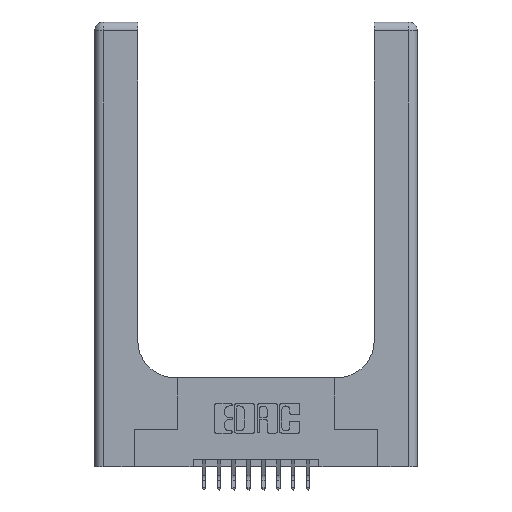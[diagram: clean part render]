
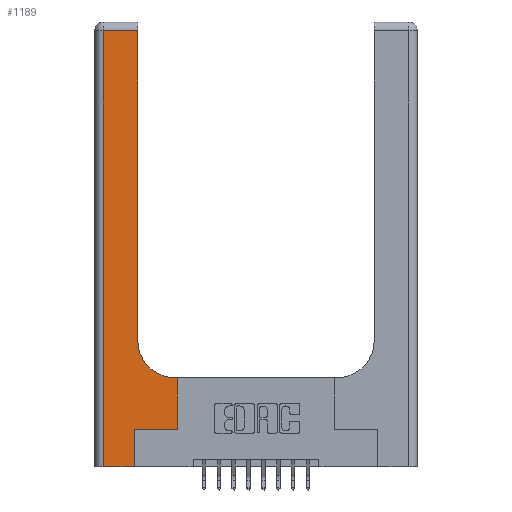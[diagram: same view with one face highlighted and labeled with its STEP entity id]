
A CAD part, top view. The second image highlights one B-rep face of the part: STEP entity #1189.
In plain terms, the highlighted planar face has unit normal (0, 0, 1).
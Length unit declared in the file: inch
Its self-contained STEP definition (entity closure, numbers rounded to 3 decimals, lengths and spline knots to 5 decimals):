
#657 = VECTOR ( 'NONE', #11799, 39.37008 ) ;
#783 = CARTESIAN_POINT ( 'NONE',  ( 0.06, 2.94, 0.37 ) ) ;
#1169 = EDGE_CURVE ( 'NONE', #15679, #13872, #7389, .T. ) ;
#1189 = ADVANCED_FACE ( 'NONE', ( #6194 ), #9230, .F. ) ;
#1538 = CARTESIAN_POINT ( 'NONE',  ( 0., 3., 0.37 ) ) ;
#1703 = CARTESIAN_POINT ( 'NONE',  ( 0.2915, 2.94, 0.37 ) ) ;
#1741 = VECTOR ( 'NONE', #7464, 39.37008 ) ;
#2568 = CARTESIAN_POINT ( 'NONE',  ( 0.2915, 0.6, 0.37 ) ) ;
#2597 = AXIS2_PLACEMENT_3D ( 'NONE', #16273, #4960, #9985 ) ;
#2682 = CARTESIAN_POINT ( 'NONE',  ( 0.06, 3., 0.37 ) ) ;
#2763 = EDGE_CURVE ( 'NONE', #6239, #15679, #3882, .T. ) ;
#3683 = CARTESIAN_POINT ( 'NONE',  ( 0., 2.94, 0.37 ) ) ;
#3700 = VECTOR ( 'NONE', #3894, 39.37008 ) ;
#3750 = VECTOR ( 'NONE', #11121, 39.37008 ) ;
#3882 = LINE ( 'NONE', #9781, #3700 ) ;
#3894 = DIRECTION ( 'NONE',  ( 0., 1., 0. ) ) ;
#4960 = DIRECTION ( 'NONE',  ( 0., 0., -1. ) ) ;
#5164 = VERTEX_POINT ( 'NONE', #8952 ) ;
#5256 = ORIENTED_EDGE ( 'NONE', *, *, #10213, .T. ) ;
#5278 = CARTESIAN_POINT ( 'NONE',  ( 0.269, 0., 0.37 ) ) ;
#5713 = ORIENTED_EDGE ( 'NONE', *, *, #1169, .T. ) ;
#6052 = VERTEX_POINT ( 'NONE', #14398 ) ;
#6194 = FACE_OUTER_BOUND ( 'NONE', #12091, .T. ) ;
#6235 = CARTESIAN_POINT ( 'NONE',  ( 0.5415, 0.6, 0.37 ) ) ;
#6239 = VERTEX_POINT ( 'NONE', #14261 ) ;
#6516 = EDGE_CURVE ( 'NONE', #5164, #12499, #15180, .T. ) ;
#6540 = EDGE_CURVE ( 'NONE', #12499, #6239, #11864, .T. ) ;
#6592 = VERTEX_POINT ( 'NONE', #14991 ) ;
#6735 = ORIENTED_EDGE ( 'NONE', *, *, #2763, .T. ) ;
#6967 = AXIS2_PLACEMENT_3D ( 'NONE', #1538, #9175, #12806 ) ;
#7047 = CARTESIAN_POINT ( 'NONE',  ( 0., 0., 0.37 ) ) ;
#7176 = DIRECTION ( 'NONE',  ( 1., 0., 0. ) ) ;
#7221 = ORIENTED_EDGE ( 'NONE', *, *, #8219, .T. ) ;
#7389 = LINE ( 'NONE', #2568, #11140 ) ;
#7464 = DIRECTION ( 'NONE',  ( -1., 0., 0. ) ) ;
#7552 = ORIENTED_EDGE ( 'NONE', *, *, #14976, .T. ) ;
#8180 = LINE ( 'NONE', #2682, #11710 ) ;
#8219 = EDGE_CURVE ( 'NONE', #6592, #12569, #13410, .T. ) ;
#8952 = CARTESIAN_POINT ( 'NONE',  ( 0.269, 0., 0.37 ) ) ;
#9124 = LINE ( 'NONE', #7047, #15810 ) ;
#9175 = DIRECTION ( 'NONE',  ( 0., 0., -1. ) ) ;
#9230 = PLANE ( 'NONE',  #6967 ) ;
#9712 = CARTESIAN_POINT ( 'NONE',  ( 0.269, 0.25, 0.37 ) ) ;
#9781 = CARTESIAN_POINT ( 'NONE',  ( 0.5585, 0.25, 0.37 ) ) ;
#9823 = CARTESIAN_POINT ( 'NONE',  ( 0.2915, 3., 0.37 ) ) ;
#9985 = DIRECTION ( 'NONE',  ( 1., 0., 0. ) ) ;
#9989 = VERTEX_POINT ( 'NONE', #783 ) ;
#10213 = EDGE_CURVE ( 'NONE', #6052, #5164, #9124, .T. ) ;
#10519 = CIRCLE ( 'NONE', #2597, 0.25 ) ;
#10703 = ORIENTED_EDGE ( 'NONE', *, *, #6540, .T. ) ;
#11121 = DIRECTION ( 'NONE',  ( 0., 1., 0. ) ) ;
#11140 = VECTOR ( 'NONE', #14133, 39.37008 ) ;
#11199 = DIRECTION ( 'NONE',  ( 1., 0., 0. ) ) ;
#11328 = ORIENTED_EDGE ( 'NONE', *, *, #12942, .T. ) ;
#11379 = LINE ( 'NONE', #3683, #1741 ) ;
#11710 = VECTOR ( 'NONE', #14132, 39.37008 ) ;
#11799 = DIRECTION ( 'NONE',  ( 0., 1., 0. ) ) ;
#11849 = VECTOR ( 'NONE', #7176, 39.37008 ) ;
#11864 = LINE ( 'NONE', #9712, #11849 ) ;
#12091 = EDGE_LOOP ( 'NONE', ( #7221, #11328, #7552, #5256, #15553, #10703, #6735, #5713, #13347 ) ) ;
#12499 = VERTEX_POINT ( 'NONE', #13560 ) ;
#12569 = VERTEX_POINT ( 'NONE', #1703 ) ;
#12806 = DIRECTION ( 'NONE',  ( -1., 0., 0. ) ) ;
#12942 = EDGE_CURVE ( 'NONE', #12569, #9989, #11379, .T. ) ;
#13127 = CARTESIAN_POINT ( 'NONE',  ( 0.5585, 0.6, 0.37 ) ) ;
#13347 = ORIENTED_EDGE ( 'NONE', *, *, #15288, .T. ) ;
#13410 = LINE ( 'NONE', #9823, #3750 ) ;
#13560 = CARTESIAN_POINT ( 'NONE',  ( 0.269, 0.25, 0.37 ) ) ;
#13872 = VERTEX_POINT ( 'NONE', #6235 ) ;
#14132 = DIRECTION ( 'NONE',  ( 0., -1., 0. ) ) ;
#14133 = DIRECTION ( 'NONE',  ( -1., 0., 0. ) ) ;
#14261 = CARTESIAN_POINT ( 'NONE',  ( 0.5585, 0.25, 0.37 ) ) ;
#14398 = CARTESIAN_POINT ( 'NONE',  ( 0.06, 0., 0.37 ) ) ;
#14976 = EDGE_CURVE ( 'NONE', #9989, #6052, #8180, .T. ) ;
#14991 = CARTESIAN_POINT ( 'NONE',  ( 0.2915, 0.85, 0.37 ) ) ;
#15180 = LINE ( 'NONE', #5278, #657 ) ;
#15288 = EDGE_CURVE ( 'NONE', #13872, #6592, #10519, .T. ) ;
#15553 = ORIENTED_EDGE ( 'NONE', *, *, #6516, .T. ) ;
#15679 = VERTEX_POINT ( 'NONE', #13127 ) ;
#15810 = VECTOR ( 'NONE', #11199, 39.37008 ) ;
#16273 = CARTESIAN_POINT ( 'NONE',  ( 0.5415, 0.85, 0.37 ) ) ;
